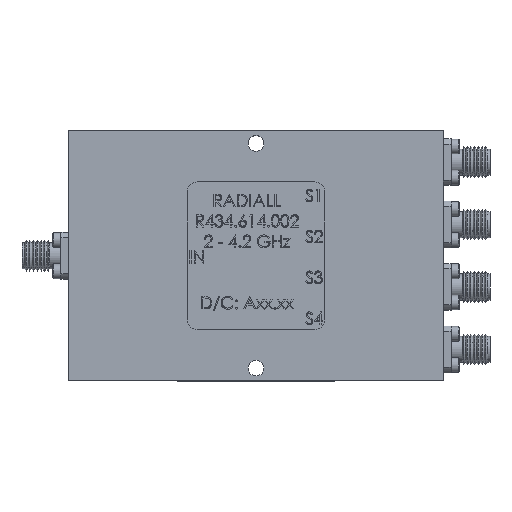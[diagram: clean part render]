
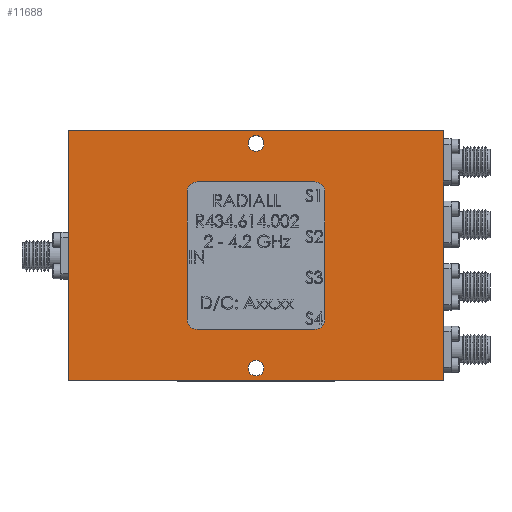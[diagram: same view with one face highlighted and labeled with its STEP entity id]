
A CAD part, top view. The second image highlights one B-rep face of the part: STEP entity #11688.
In plain terms, the highlighted planar face has unit normal (0, 0, 1).
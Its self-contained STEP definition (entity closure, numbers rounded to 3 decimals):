
#1940 = DIRECTION ( 'NONE',  ( 0., 0., 1. ) ) ;
#3083 = DIRECTION ( 'NONE',  ( 0., 0., -1. ) ) ;
#3605 = CARTESIAN_POINT ( 'NONE',  ( -38.1, 25.4, 3.6 ) ) ;
#5425 = CARTESIAN_POINT ( 'NONE',  ( -38.1, -25.4, 3.6 ) ) ;
#6065 = CARTESIAN_POINT ( 'NONE',  ( 38.1, -25.4, 3.6 ) ) ;
#8692 = CIRCLE ( 'NONE', #27626, 1.6 ) ;
#8730 = AXIS2_PLACEMENT_3D ( 'NONE', #36541, #1940, #44169 ) ;
#9314 = VERTEX_POINT ( 'NONE', #18436 ) ;
#9907 = EDGE_CURVE ( 'NONE', #48918, #9314, #32683, .T. ) ;
#10172 = CARTESIAN_POINT ( 'NONE',  ( 38.1, 25.4, 3.6 ) ) ;
#11688 = ADVANCED_FACE ( 'NONE', ( #22082, #21744, #21942 ), #40306, .T. ) ;
#12298 = VERTEX_POINT ( 'NONE', #18848 ) ;
#12882 = AXIS2_PLACEMENT_3D ( 'NONE', #26268, #3083, #30043 ) ;
#13965 = ORIENTED_EDGE ( 'NONE', *, *, #18625, .T. ) ;
#14891 = CARTESIAN_POINT ( 'NONE',  ( 1.6, -22.86, 3.6 ) ) ;
#14918 = ORIENTED_EDGE ( 'NONE', *, *, #47785, .T. ) ;
#16639 = VECTOR ( 'NONE', #21902, 1000. ) ;
#17884 = CARTESIAN_POINT ( 'NONE',  ( 0., -22.86, 3.6 ) ) ;
#18436 = CARTESIAN_POINT ( 'NONE',  ( -38.1, 25.4, 3.6 ) ) ;
#18625 = EDGE_CURVE ( 'NONE', #28791, #28791, #8692, .T. ) ;
#18848 = CARTESIAN_POINT ( 'NONE',  ( 38.1, 25.4, 3.6 ) ) ;
#19118 = LINE ( 'NONE', #48664, #38138 ) ;
#20532 = ORIENTED_EDGE ( 'NONE', *, *, #9907, .F. ) ;
#20658 = ORIENTED_EDGE ( 'NONE', *, *, #42451, .F. ) ;
#21500 = CARTESIAN_POINT ( 'NONE',  ( 1.6, 22.86, 3.6 ) ) ;
#21744 = FACE_BOUND ( 'NONE', #31371, .T. ) ;
#21807 = DIRECTION ( 'NONE',  ( 1., 0., 0. ) ) ;
#21902 = DIRECTION ( 'NONE',  ( 1., 0., 0. ) ) ;
#21942 = FACE_OUTER_BOUND ( 'NONE', #47043, .T. ) ;
#22082 = FACE_BOUND ( 'NONE', #32648, .T. ) ;
#22568 = ORIENTED_EDGE ( 'NONE', *, *, #35489, .F. ) ;
#26268 = CARTESIAN_POINT ( 'NONE',  ( 0., 22.86, 3.6 ) ) ;
#27626 = AXIS2_PLACEMENT_3D ( 'NONE', #17884, #44475, #21807 ) ;
#28056 = VERTEX_POINT ( 'NONE', #21500 ) ;
#28791 = VERTEX_POINT ( 'NONE', #14891 ) ;
#30043 = DIRECTION ( 'NONE',  ( 1., 0., 0. ) ) ;
#30260 = CARTESIAN_POINT ( 'NONE',  ( -38.1, -25.4, 3.6 ) ) ;
#31371 = EDGE_LOOP ( 'NONE', ( #14918 ) ) ;
#32514 = DIRECTION ( 'NONE',  ( -1., 0., 0. ) ) ;
#32528 = VECTOR ( 'NONE', #49417, 1000. ) ;
#32648 = EDGE_LOOP ( 'NONE', ( #13965 ) ) ;
#32683 = LINE ( 'NONE', #3605, #32528 ) ;
#33586 = DIRECTION ( 'NONE',  ( 0., -1., 0. ) ) ;
#35149 = ORIENTED_EDGE ( 'NONE', *, *, #36296, .F. ) ;
#35489 = EDGE_CURVE ( 'NONE', #12298, #48274, #19118, .T. ) ;
#36296 = EDGE_CURVE ( 'NONE', #9314, #12298, #36914, .T. ) ;
#36541 = CARTESIAN_POINT ( 'NONE',  ( -38.1, -25.4, 3.6 ) ) ;
#36914 = LINE ( 'NONE', #10172, #16639 ) ;
#38138 = VECTOR ( 'NONE', #33586, 1000. ) ;
#40306 = PLANE ( 'NONE',  #8730 ) ;
#42451 = EDGE_CURVE ( 'NONE', #48274, #48918, #49034, .T. ) ;
#43161 = CIRCLE ( 'NONE', #12882, 1.6 ) ;
#44169 = DIRECTION ( 'NONE',  ( 1., 0., 0. ) ) ;
#44475 = DIRECTION ( 'NONE',  ( 0., 0., -1. ) ) ;
#47043 = EDGE_LOOP ( 'NONE', ( #20532, #20658, #22568, #35149 ) ) ;
#47785 = EDGE_CURVE ( 'NONE', #28056, #28056, #43161, .T. ) ;
#47849 = VECTOR ( 'NONE', #32514, 1000. ) ;
#48274 = VERTEX_POINT ( 'NONE', #6065 ) ;
#48664 = CARTESIAN_POINT ( 'NONE',  ( 38.1, -25.4, 3.6 ) ) ;
#48918 = VERTEX_POINT ( 'NONE', #30260 ) ;
#49034 = LINE ( 'NONE', #5425, #47849 ) ;
#49417 = DIRECTION ( 'NONE',  ( 0., 1., 0. ) ) ;
